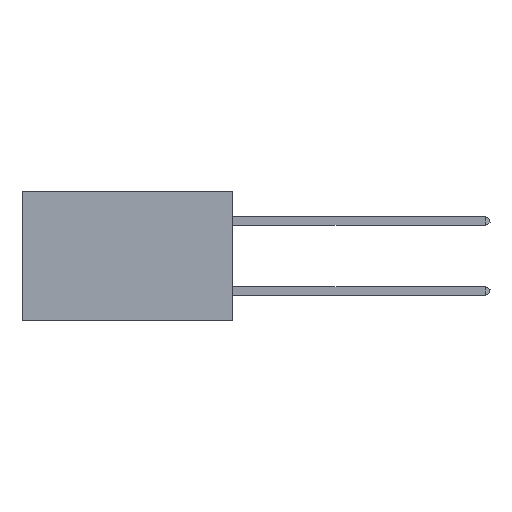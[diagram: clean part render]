
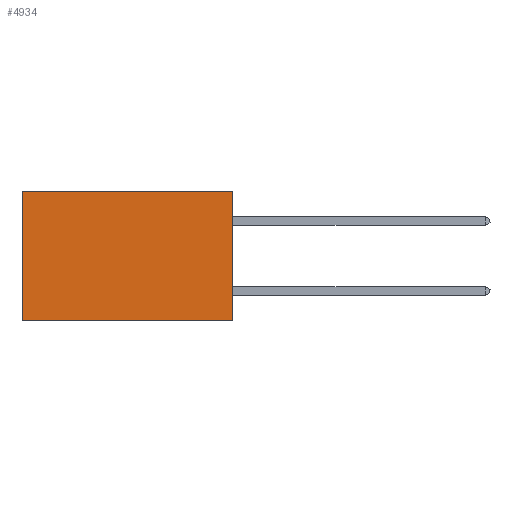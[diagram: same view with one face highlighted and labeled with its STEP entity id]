
A CAD part, left-side view. The second image highlights one B-rep face of the part: STEP entity #4934.
In plain terms, the highlighted planar face has unit normal (-1, 0, 0).
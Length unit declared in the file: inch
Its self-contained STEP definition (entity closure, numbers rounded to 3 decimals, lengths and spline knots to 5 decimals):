
#336 = EDGE_CURVE ( 'NONE', #7800, #5316, #8906, .T. ) ;
#439 = CARTESIAN_POINT ( 'NONE',  ( 0.2875, 0.6, -0.37 ) ) ;
#811 = ORIENTED_EDGE ( 'NONE', *, *, #12736, .F. ) ;
#1031 = AXIS2_PLACEMENT_3D ( 'NONE', #4931, #10092, #13209 ) ;
#1887 = DIRECTION ( 'NONE',  ( 0., 0., -1. ) ) ;
#2186 = DIRECTION ( 'NONE',  ( 0., 1., 0. ) ) ;
#2527 = ORIENTED_EDGE ( 'NONE', *, *, #11180, .T. ) ;
#2869 = LINE ( 'NONE', #9924, #10966 ) ;
#2978 = CARTESIAN_POINT ( 'NONE',  ( 0.2875, 0., 0. ) ) ;
#3897 = CARTESIAN_POINT ( 'NONE',  ( 0.2875, 0.6, 0. ) ) ;
#4400 = VERTEX_POINT ( 'NONE', #11206 ) ;
#4743 = ORIENTED_EDGE ( 'NONE', *, *, #336, .F. ) ;
#4931 = CARTESIAN_POINT ( 'NONE',  ( 0.2875, 0., 0. ) ) ;
#4934 = ADVANCED_FACE ( 'NONE', ( #13218 ), #5863, .F. ) ;
#5294 = LINE ( 'NONE', #2978, #10904 ) ;
#5316 = VERTEX_POINT ( 'NONE', #439 ) ;
#5853 = EDGE_LOOP ( 'NONE', ( #2527, #4743, #811, #6807 ) ) ;
#5863 = PLANE ( 'NONE',  #1031 ) ;
#6079 = DIRECTION ( 'NONE',  ( 0., 0., -1. ) ) ;
#6807 = ORIENTED_EDGE ( 'NONE', *, *, #10546, .T. ) ;
#7716 = DIRECTION ( 'NONE',  ( 0., 1., 0. ) ) ;
#7800 = VERTEX_POINT ( 'NONE', #9991 ) ;
#8906 = LINE ( 'NONE', #9245, #10401 ) ;
#9245 = CARTESIAN_POINT ( 'NONE',  ( 0.2875, 0., -0.37 ) ) ;
#9342 = CARTESIAN_POINT ( 'NONE',  ( 0.2875, 0., 0. ) ) ;
#9701 = VERTEX_POINT ( 'NONE', #9342 ) ;
#9924 = CARTESIAN_POINT ( 'NONE',  ( 0.2875, 0., 0. ) ) ;
#9991 = CARTESIAN_POINT ( 'NONE',  ( 0.2875, 0., -0.37 ) ) ;
#10092 = DIRECTION ( 'NONE',  ( 1., 0., 0. ) ) ;
#10120 = LINE ( 'NONE', #3897, #12911 ) ;
#10401 = VECTOR ( 'NONE', #2186, 39.37008 ) ;
#10546 = EDGE_CURVE ( 'NONE', #9701, #4400, #2869, .T. ) ;
#10904 = VECTOR ( 'NONE', #6079, 39.37008 ) ;
#10966 = VECTOR ( 'NONE', #7716, 39.37008 ) ;
#11180 = EDGE_CURVE ( 'NONE', #4400, #5316, #10120, .T. ) ;
#11206 = CARTESIAN_POINT ( 'NONE',  ( 0.2875, 0.6, 0. ) ) ;
#12736 = EDGE_CURVE ( 'NONE', #9701, #7800, #5294, .T. ) ;
#12911 = VECTOR ( 'NONE', #1887, 39.37008 ) ;
#13209 = DIRECTION ( 'NONE',  ( 0., 0., -1. ) ) ;
#13218 = FACE_OUTER_BOUND ( 'NONE', #5853, .T. ) ;
